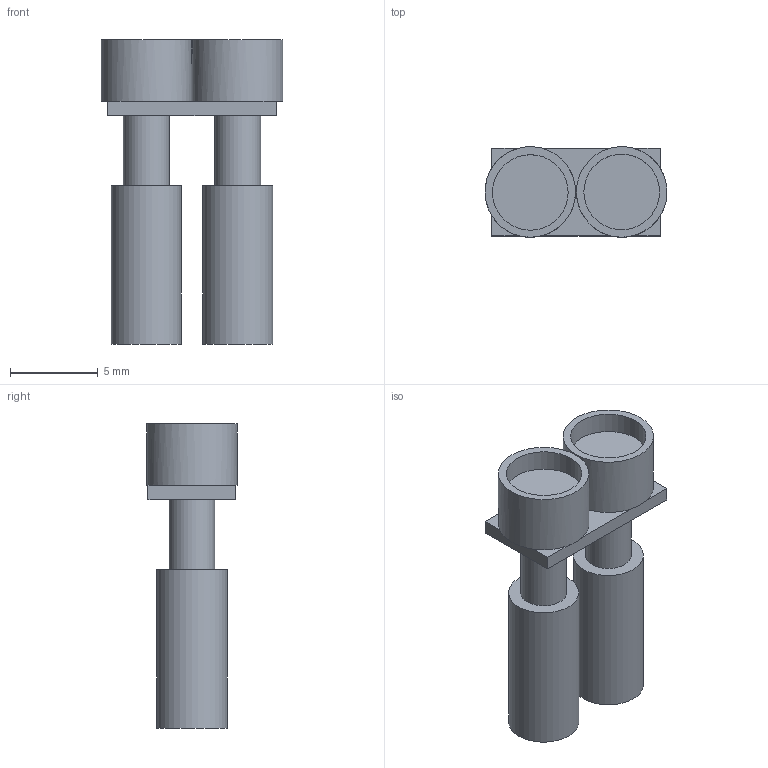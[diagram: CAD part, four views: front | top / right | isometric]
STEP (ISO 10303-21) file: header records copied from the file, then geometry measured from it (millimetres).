
FILE_DESCRIPTION(/* description */ (''),/* implementation_level */ '2;1');
FILE_NAME(/* name */ '812112-联络组件（带塑料帽）CQ2-2.5.stp',/* time_stamp */ '2022-04-01T16:40:12+08:00',/* author */ (''),/* organization */ (''),/* preprocessor_version */ 'ST-DEVELOPER v16.7',/* originating_system */ 'SIEMENS PLM Software NX 12.0',/* authorisation */ '');
FILE_SCHEMA (('AUTOMOTIVE_DESIGN { 1 0 10303 214 3 1 1 1 }'));
Length unit declared in the file: millimetre
Products named in the file (1): CQ2-2.5
Bounding box: 10.35 x 5.14 x 17.3 mm (x, y, z)
Volume: 418 mm3; surface area: 588.8 mm2
Topology: 1 solids, 1 shells, 32 faces, 61 edges, 37 vertices
Faces by surface type: plane 24, cylinder 8
Full cylindrical faces by diameter (mm): 2.6 x2, 4 x2, 4.3 x2, 5.15 x2
Entity records: 760 total; most frequent: DIRECTION 142, CARTESIAN_POINT 117, ORIENTED_EDGE 100, AXIS2_PLACEMENT_3D 59, EDGE_CURVE 50, EDGE_LOOP 46, VERTEX_POINT 34, ADVANCED_FACE 32
